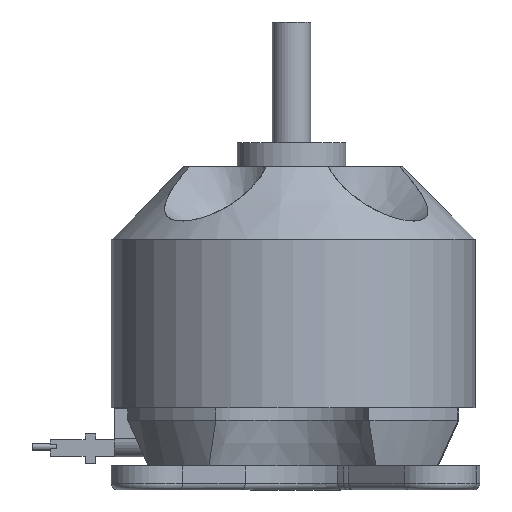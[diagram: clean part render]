
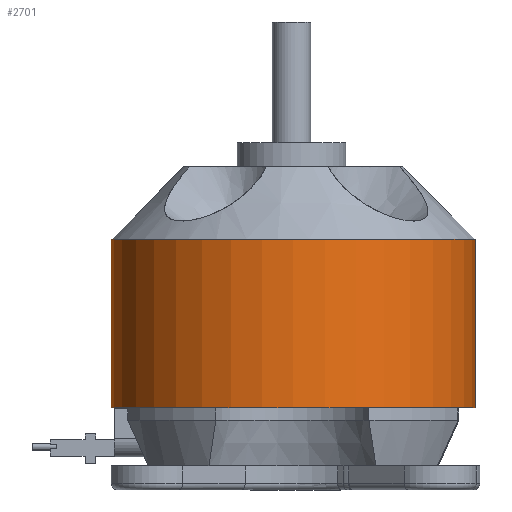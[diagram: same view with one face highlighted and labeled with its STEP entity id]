
A CAD part, front view. The second image highlights one B-rep face of the part: STEP entity #2701.
In plain terms, the highlighted cylindrical face has radius 15.085 mm (diameter 30.169 mm), a full revolution.
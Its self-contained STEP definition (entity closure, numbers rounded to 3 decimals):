
#357=LINE('',#4998,#527);
#527=VECTOR('',#3897,15.085);
#649=CYLINDRICAL_SURFACE('',#3200,15.085);
#764=FACE_OUTER_BOUND('',#954,.T.);
#954=EDGE_LOOP('',(#2348,#2349,#2350,#2351));
#1190=CIRCLE('',#3201,15.085);
#1191=CIRCLE('',#3202,15.085);
#1381=VERTEX_POINT('',#4995);
#1382=VERTEX_POINT('',#4997);
#1719=EDGE_CURVE('',#1381,#1381,#1190,.T.);
#1720=EDGE_CURVE('',#1381,#1382,#357,.T.);
#1721=EDGE_CURVE('',#1382,#1382,#1191,.T.);
#2348=ORIENTED_EDGE('',*,*,#1719,.F.);
#2349=ORIENTED_EDGE('',*,*,#1720,.T.);
#2350=ORIENTED_EDGE('',*,*,#1721,.T.);
#2351=ORIENTED_EDGE('',*,*,#1720,.F.);
#2701=ADVANCED_FACE('',(#764),#649,.T.);
#3200=AXIS2_PLACEMENT_3D('',#4994,#3893,#3894);
#3201=AXIS2_PLACEMENT_3D('',#4996,#3895,#3896);
#3202=AXIS2_PLACEMENT_3D('',#4999,#3898,#3899);
#3893=DIRECTION('center_axis',(0.,0.,1.));
#3894=DIRECTION('ref_axis',(1.,0.,0.));
#3895=DIRECTION('center_axis',(0.,0.,1.));
#3896=DIRECTION('ref_axis',(1.,0.,0.));
#3897=DIRECTION('',(0.,0.,-1.));
#3898=DIRECTION('center_axis',(0.,0.,1.));
#3899=DIRECTION('ref_axis',(1.,0.,0.));
#4994=CARTESIAN_POINT('Origin',(14.15,3.8,12.));
#4995=CARTESIAN_POINT('',(-0.935,3.8,26.));
#4996=CARTESIAN_POINT('Origin',(14.15,3.8,26.));
#4997=CARTESIAN_POINT('',(-0.935,3.8,12.));
#4998=CARTESIAN_POINT('',(-0.935,3.8,12.));
#4999=CARTESIAN_POINT('Origin',(14.15,3.8,12.));
